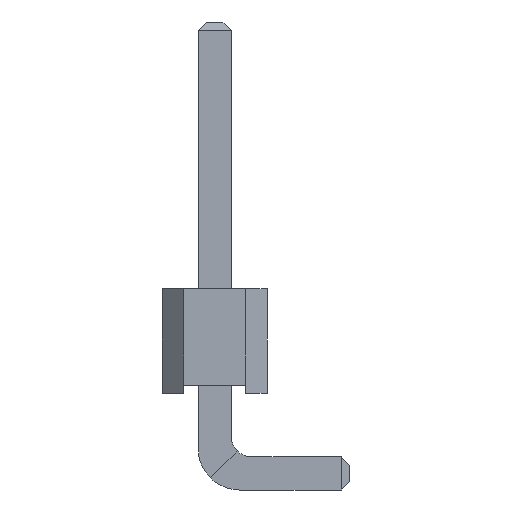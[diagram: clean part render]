
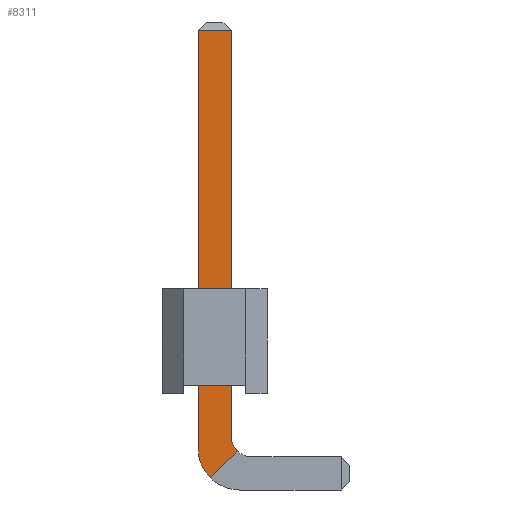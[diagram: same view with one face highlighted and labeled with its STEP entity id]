
A CAD part, front view. The second image highlights one B-rep face of the part: STEP entity #8311.
In plain terms, the highlighted planar face has unit normal (0, -1, 0).
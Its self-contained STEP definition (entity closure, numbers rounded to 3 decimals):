
#7568 = PLANE('',#7569);
#7569 = AXIS2_PLACEMENT_3D('',#7570,#7571,#7572);
#7570 = CARTESIAN_POINT('',(0.4,-14.84,9.));
#7571 = DIRECTION('',(1.,0.,0.));
#7572 = DIRECTION('',(0.,-1.,0.));
#7601 = CYLINDRICAL_SURFACE('',#7602,0.5);
#7602 = AXIS2_PLACEMENT_3D('',#7603,#7604,#7605);
#7603 = CARTESIAN_POINT('',(0.9,-14.84,-1.04));
#7604 = DIRECTION('',(0.,-1.,0.));
#7605 = DIRECTION('',(-1.,0.,0.));
#7662 = CYLINDRICAL_SURFACE('',#7663,1.);
#7663 = AXIS2_PLACEMENT_3D('',#7664,#7665,#7666);
#7664 = CARTESIAN_POINT('',(0.6,-14.84,-1.34));
#7665 = DIRECTION('',(-0.,-1.,0.));
#7666 = DIRECTION('',(-1.,0.,0.));
#7690 = PLANE('',#7691);
#7691 = AXIS2_PLACEMENT_3D('',#7692,#7693,#7694);
#7692 = CARTESIAN_POINT('',(-0.4,-15.64,9.));
#7693 = DIRECTION('',(-1.,0.,0.));
#7694 = DIRECTION('',(0.,1.,0.));
#7733 = VERTEX_POINT('',#7734);
#7734 = CARTESIAN_POINT('',(0.4,-15.64,8.8));
#7760 = EDGE_CURVE('',#7733,#7761,#7763,.T.);
#7761 = VERTEX_POINT('',#7762);
#7762 = CARTESIAN_POINT('',(0.4,-15.64,-1.04));
#7763 = SURFACE_CURVE('',#7764,(#7768,#7775),.PCURVE_S1.);
#7764 = LINE('',#7765,#7766);
#7765 = CARTESIAN_POINT('',(0.4,-15.64,9.));
#7766 = VECTOR('',#7767,1.);
#7767 = DIRECTION('',(0.,0.,-1.));
#7768 = PCURVE('',#7568,#7769);
#7769 = DEFINITIONAL_REPRESENTATION('',(#7770),#7774);
#7770 = LINE('',#7771,#7772);
#7771 = CARTESIAN_POINT('',(0.8,0.));
#7772 = VECTOR('',#7773,1.);
#7773 = DIRECTION('',(0.,1.));
#7774 = ( GEOMETRIC_REPRESENTATION_CONTEXT(2) 
PARAMETRIC_REPRESENTATION_CONTEXT() REPRESENTATION_CONTEXT('2D SPACE',''
  ) );
#7775 = PCURVE('',#7776,#7781);
#7776 = PLANE('',#7777);
#7777 = AXIS2_PLACEMENT_3D('',#7778,#7779,#7780);
#7778 = CARTESIAN_POINT('',(0.4,-15.64,9.));
#7779 = DIRECTION('',(-0.,-1.,0.));
#7780 = DIRECTION('',(-1.,0.,0.));
#7781 = DEFINITIONAL_REPRESENTATION('',(#7782),#7786);
#7782 = LINE('',#7783,#7784);
#7783 = CARTESIAN_POINT('',(0.,0.));
#7784 = VECTOR('',#7785,1.);
#7785 = DIRECTION('',(0.,1.));
#7786 = ( GEOMETRIC_REPRESENTATION_CONTEXT(2) 
PARAMETRIC_REPRESENTATION_CONTEXT() REPRESENTATION_CONTEXT('2D SPACE',''
  ) );
#7951 = VERTEX_POINT('',#7952);
#7952 = CARTESIAN_POINT('',(0.546,-15.64,-1.394));
#7967 = PLANE('',#7968);
#7968 = AXIS2_PLACEMENT_3D('',#7969,#7970,#7971);
#7969 = CARTESIAN_POINT('',(0.,-15.64,-1.54));
#7970 = DIRECTION('',(0.,-1.,0.));
#7971 = DIRECTION('',(0.,0.,-1.));
#7979 = EDGE_CURVE('',#7761,#7951,#7980,.T.);
#7980 = SURFACE_CURVE('',#7981,(#7986,#7993),.PCURVE_S1.);
#7981 = CIRCLE('',#7982,0.5);
#7982 = AXIS2_PLACEMENT_3D('',#7983,#7984,#7985);
#7983 = CARTESIAN_POINT('',(0.9,-15.64,-1.04));
#7984 = DIRECTION('',(0.,-1.,0.));
#7985 = DIRECTION('',(0.,0.,-1.));
#7986 = PCURVE('',#7601,#7987);
#7987 = DEFINITIONAL_REPRESENTATION('',(#7988),#7992);
#7988 = LINE('',#7989,#7990);
#7989 = CARTESIAN_POINT('',(-4.712,0.8));
#7990 = VECTOR('',#7991,1.);
#7991 = DIRECTION('',(1.,0.));
#7992 = ( GEOMETRIC_REPRESENTATION_CONTEXT(2) 
PARAMETRIC_REPRESENTATION_CONTEXT() REPRESENTATION_CONTEXT('2D SPACE',''
  ) );
#7993 = PCURVE('',#7776,#7994);
#7994 = DEFINITIONAL_REPRESENTATION('',(#7995),#7999);
#7995 = CIRCLE('',#7996,0.5);
#7996 = AXIS2_PLACEMENT_2D('',#7997,#7998);
#7997 = CARTESIAN_POINT('',(-0.5,10.04));
#7998 = DIRECTION('',(0.,1.));
#7999 = ( GEOMETRIC_REPRESENTATION_CONTEXT(2) 
PARAMETRIC_REPRESENTATION_CONTEXT() REPRESENTATION_CONTEXT('2D SPACE',''
  ) );
#8005 = EDGE_CURVE('',#8006,#8008,#8010,.T.);
#8006 = VERTEX_POINT('',#8007);
#8007 = CARTESIAN_POINT('',(-0.4,-15.64,8.8));
#8008 = VERTEX_POINT('',#8009);
#8009 = CARTESIAN_POINT('',(-0.4,-15.64,-1.34));
#8010 = SURFACE_CURVE('',#8011,(#8015,#8022),.PCURVE_S1.);
#8011 = LINE('',#8012,#8013);
#8012 = CARTESIAN_POINT('',(-0.4,-15.64,9.));
#8013 = VECTOR('',#8014,1.);
#8014 = DIRECTION('',(0.,0.,-1.));
#8015 = PCURVE('',#7690,#8016);
#8016 = DEFINITIONAL_REPRESENTATION('',(#8017),#8021);
#8017 = LINE('',#8018,#8019);
#8018 = CARTESIAN_POINT('',(0.,0.));
#8019 = VECTOR('',#8020,1.);
#8020 = DIRECTION('',(0.,1.));
#8021 = ( GEOMETRIC_REPRESENTATION_CONTEXT(2) 
PARAMETRIC_REPRESENTATION_CONTEXT() REPRESENTATION_CONTEXT('2D SPACE',''
  ) );
#8022 = PCURVE('',#7776,#8023);
#8023 = DEFINITIONAL_REPRESENTATION('',(#8024),#8028);
#8024 = LINE('',#8025,#8026);
#8025 = CARTESIAN_POINT('',(0.8,0.));
#8026 = VECTOR('',#8027,1.);
#8027 = DIRECTION('',(0.,1.));
#8028 = ( GEOMETRIC_REPRESENTATION_CONTEXT(2) 
PARAMETRIC_REPRESENTATION_CONTEXT() REPRESENTATION_CONTEXT('2D SPACE',''
  ) );
#8212 = VERTEX_POINT('',#8213);
#8213 = CARTESIAN_POINT('',(-0.107,-15.64,-2.047));
#8235 = EDGE_CURVE('',#8008,#8212,#8236,.T.);
#8236 = SURFACE_CURVE('',#8237,(#8242,#8249),.PCURVE_S1.);
#8237 = CIRCLE('',#8238,1.);
#8238 = AXIS2_PLACEMENT_3D('',#8239,#8240,#8241);
#8239 = CARTESIAN_POINT('',(0.6,-15.64,-1.34));
#8240 = DIRECTION('',(0.,-1.,0.));
#8241 = DIRECTION('',(0.,0.,-1.));
#8242 = PCURVE('',#7662,#8243);
#8243 = DEFINITIONAL_REPRESENTATION('',(#8244),#8248);
#8244 = LINE('',#8245,#8246);
#8245 = CARTESIAN_POINT('',(-4.712,0.8));
#8246 = VECTOR('',#8247,1.);
#8247 = DIRECTION('',(1.,0.));
#8248 = ( GEOMETRIC_REPRESENTATION_CONTEXT(2) 
PARAMETRIC_REPRESENTATION_CONTEXT() REPRESENTATION_CONTEXT('2D SPACE',''
  ) );
#8249 = PCURVE('',#7776,#8250);
#8250 = DEFINITIONAL_REPRESENTATION('',(#8251),#8255);
#8251 = CIRCLE('',#8252,1.);
#8252 = AXIS2_PLACEMENT_2D('',#8253,#8254);
#8253 = CARTESIAN_POINT('',(-0.2,10.34));
#8254 = DIRECTION('',(0.,1.));
#8255 = ( GEOMETRIC_REPRESENTATION_CONTEXT(2) 
PARAMETRIC_REPRESENTATION_CONTEXT() REPRESENTATION_CONTEXT('2D SPACE',''
  ) );
#8279 = PLANE('',#8280);
#8280 = AXIS2_PLACEMENT_3D('',#8281,#8282,#8283);
#8281 = CARTESIAN_POINT('',(0.4,-15.54,8.9));
#8282 = DIRECTION('',(0.,-0.707,0.707)
  );
#8283 = DIRECTION('',(-1.,0.,0.));
#8311 = ADVANCED_FACE('',(#8312),#7776,.T.);
#8312 = FACE_BOUND('',#8313,.T.);
#8313 = EDGE_LOOP('',(#8314,#8315,#8336,#8337,#8338,#8359));
#8314 = ORIENTED_EDGE('',*,*,#7760,.F.);
#8315 = ORIENTED_EDGE('',*,*,#8316,.T.);
#8316 = EDGE_CURVE('',#7733,#8006,#8317,.T.);
#8317 = SURFACE_CURVE('',#8318,(#8322,#8329),.PCURVE_S1.);
#8318 = LINE('',#8319,#8320);
#8319 = CARTESIAN_POINT('',(0.4,-15.64,8.8));
#8320 = VECTOR('',#8321,1.);
#8321 = DIRECTION('',(-1.,0.,0.));
#8322 = PCURVE('',#7776,#8323);
#8323 = DEFINITIONAL_REPRESENTATION('',(#8324),#8328);
#8324 = LINE('',#8325,#8326);
#8325 = CARTESIAN_POINT('',(0.,0.2));
#8326 = VECTOR('',#8327,1.);
#8327 = DIRECTION('',(1.,0.));
#8328 = ( GEOMETRIC_REPRESENTATION_CONTEXT(2) 
PARAMETRIC_REPRESENTATION_CONTEXT() REPRESENTATION_CONTEXT('2D SPACE',''
  ) );
#8329 = PCURVE('',#8279,#8330);
#8330 = DEFINITIONAL_REPRESENTATION('',(#8331),#8335);
#8331 = LINE('',#8332,#8333);
#8332 = CARTESIAN_POINT('',(0.,0.141));
#8333 = VECTOR('',#8334,1.);
#8334 = DIRECTION('',(1.,0.));
#8335 = ( GEOMETRIC_REPRESENTATION_CONTEXT(2) 
PARAMETRIC_REPRESENTATION_CONTEXT() REPRESENTATION_CONTEXT('2D SPACE',''
  ) );
#8336 = ORIENTED_EDGE('',*,*,#8005,.T.);
#8337 = ORIENTED_EDGE('',*,*,#8235,.T.);
#8338 = ORIENTED_EDGE('',*,*,#8339,.F.);
#8339 = EDGE_CURVE('',#7951,#8212,#8340,.T.);
#8340 = SURFACE_CURVE('',#8341,(#8345,#8352),.PCURVE_S1.);
#8341 = LINE('',#8342,#8343);
#8342 = CARTESIAN_POINT('',(0.4,-15.64,-1.54));
#8343 = VECTOR('',#8344,1.);
#8344 = DIRECTION('',(-0.707,0.,-0.707
    ));
#8345 = PCURVE('',#7776,#8346);
#8346 = DEFINITIONAL_REPRESENTATION('',(#8347),#8351);
#8347 = LINE('',#8348,#8349);
#8348 = CARTESIAN_POINT('',(0.,10.54));
#8349 = VECTOR('',#8350,1.);
#8350 = DIRECTION('',(0.707,0.707));
#8351 = ( GEOMETRIC_REPRESENTATION_CONTEXT(2) 
PARAMETRIC_REPRESENTATION_CONTEXT() REPRESENTATION_CONTEXT('2D SPACE',''
  ) );
#8352 = PCURVE('',#7967,#8353);
#8353 = DEFINITIONAL_REPRESENTATION('',(#8354),#8358);
#8354 = LINE('',#8355,#8356);
#8355 = CARTESIAN_POINT('',(0.,0.4));
#8356 = VECTOR('',#8357,1.);
#8357 = DIRECTION('',(0.707,-0.707));
#8358 = ( GEOMETRIC_REPRESENTATION_CONTEXT(2) 
PARAMETRIC_REPRESENTATION_CONTEXT() REPRESENTATION_CONTEXT('2D SPACE',''
  ) );
#8359 = ORIENTED_EDGE('',*,*,#7979,.F.);
